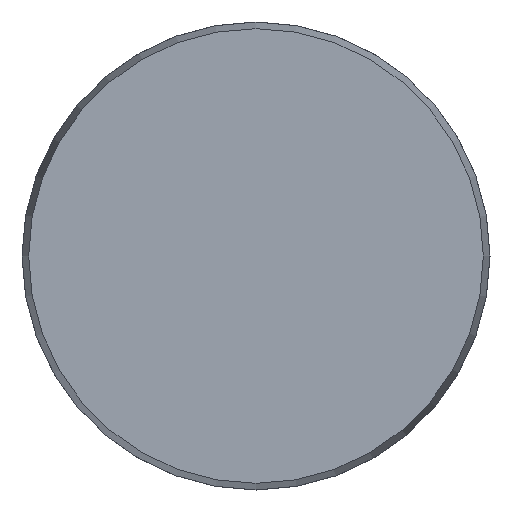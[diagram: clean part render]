
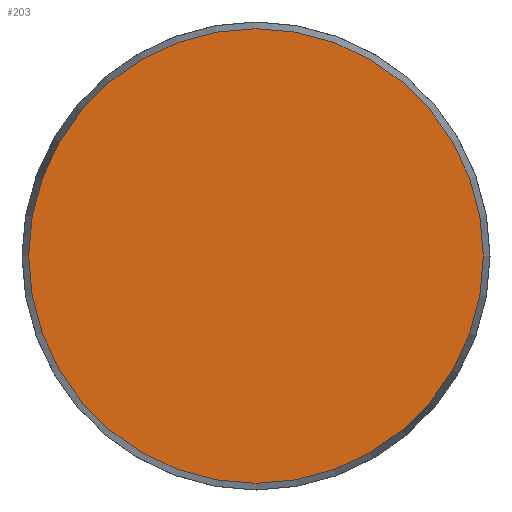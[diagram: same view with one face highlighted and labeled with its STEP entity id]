
A CAD part, front view. The second image highlights one B-rep face of the part: STEP entity #203.
In plain terms, the highlighted planar face has unit normal (0, -1, 0).
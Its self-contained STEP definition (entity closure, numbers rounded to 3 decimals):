
#98 = VERTEX_POINT ( 'NONE', #609 ) ;
#105 = CIRCLE ( 'NONE', #325, 29.143 ) ;
#108 = DIRECTION ( 'NONE',  ( 0., 1., 0. ) ) ;
#203 = ADVANCED_FACE ( 'NONE', ( #219 ), #347, .F. ) ;
#219 = FACE_OUTER_BOUND ( 'NONE', #757, .T. ) ;
#250 = AXIS2_PLACEMENT_3D ( 'NONE', #538, #108, #434 ) ;
#325 = AXIS2_PLACEMENT_3D ( 'NONE', #473, #401, #395 ) ;
#333 = ORIENTED_EDGE ( 'NONE', *, *, #642, .T. ) ;
#347 = PLANE ( 'NONE',  #250 ) ;
#395 = DIRECTION ( 'NONE',  ( 0., 0., -1. ) ) ;
#401 = DIRECTION ( 'NONE',  ( 0., -1., 0. ) ) ;
#434 = DIRECTION ( 'NONE',  ( 0., 0., 1. ) ) ;
#473 = CARTESIAN_POINT ( 'NONE',  ( 0., 0., 0. ) ) ;
#538 = CARTESIAN_POINT ( 'NONE',  ( -29.143, 0., 0. ) ) ;
#609 = CARTESIAN_POINT ( 'NONE',  ( 0., 0., -29.143 ) ) ;
#642 = EDGE_CURVE ( 'NONE', #98, #98, #105, .T. ) ;
#757 = EDGE_LOOP ( 'NONE', ( #333 ) ) ;
